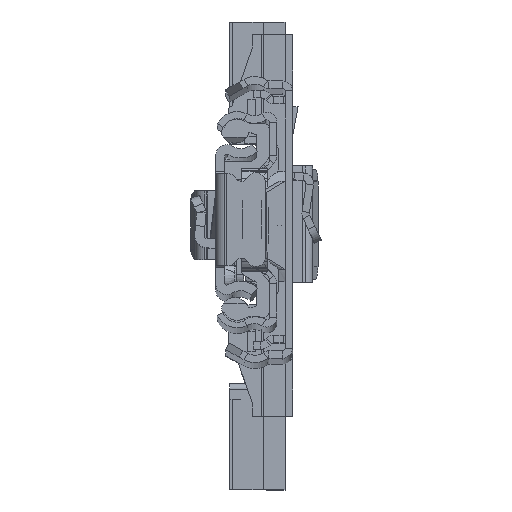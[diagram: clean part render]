
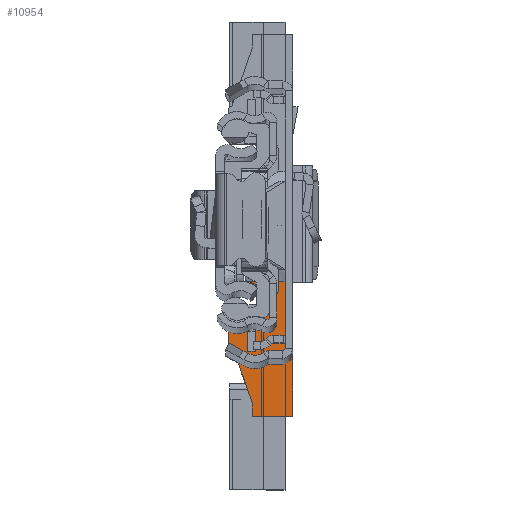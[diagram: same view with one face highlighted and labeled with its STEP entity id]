
A CAD part, top view. The second image highlights one B-rep face of the part: STEP entity #10954.
In plain terms, the highlighted face is planar.
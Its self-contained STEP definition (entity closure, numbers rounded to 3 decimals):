
#62 = CIRCLE ( 'NONE', #20886, 0.5 ) ;
#64 = CARTESIAN_POINT ( 'NONE',  ( 13.5, 8.5, -67. ) ) ;
#170 = VERTEX_POINT ( 'NONE', #35624 ) ;
#629 = CARTESIAN_POINT ( 'NONE',  ( -28.5, 9., -67. ) ) ;
#766 = DIRECTION ( 'NONE',  ( 0., -1., 0. ) ) ;
#844 = EDGE_CURVE ( 'NONE', #29510, #33238, #32882, .T. ) ;
#846 = EDGE_CURVE ( 'NONE', #855, #8944, #22313, .T. ) ;
#855 = VERTEX_POINT ( 'NONE', #15948 ) ;
#1091 = VERTEX_POINT ( 'NONE', #26178 ) ;
#1269 = EDGE_LOOP ( 'NONE', ( #35171, #22458, #33325, #17173, #9985, #13383, #15625, #16730, #16791, #12472, #23039, #4577, #13571, #32327, #36243 ) ) ;
#2285 = LINE ( 'NONE', #19385, #25254 ) ;
#2377 =( BOUNDED_CURVE ( )  B_SPLINE_CURVE ( 3, ( #7855, #30894, #4900, #24992 ),
 .UNSPECIFIED., .F., .F. ) 
 B_SPLINE_CURVE_WITH_KNOTS ( ( 4, 4 ),
 ( 4.712, 6.283 ),
 .UNSPECIFIED. ) 
 CURVE ( )  GEOMETRIC_REPRESENTATION_ITEM ( )  RATIONAL_B_SPLINE_CURVE ( ( 1., 0.805, 0.805, 1. ) ) 
 REPRESENTATION_ITEM ( '' )  );
#4013 = VECTOR ( 'NONE', #31239, 1000. ) ;
#4036 = VECTOR ( 'NONE', #34526, 1000. ) ;
#4183 = DIRECTION ( 'NONE',  ( 1., 0., 0. ) ) ;
#4577 = ORIENTED_EDGE ( 'NONE', *, *, #18710, .F. ) ;
#4654 = AXIS2_PLACEMENT_3D ( 'NONE', #629, #34667, #19609 ) ;
#4900 = CARTESIAN_POINT ( 'NONE',  ( 12.586, 3.2, -67. ) ) ;
#5166 = DIRECTION ( 'NONE',  ( -1., 0., 0. ) ) ;
#5565 = CARTESIAN_POINT ( 'NONE',  ( 13., 9., -67. ) ) ;
#6126 = EDGE_CURVE ( 'NONE', #855, #1091, #18819, .T. ) ;
#6211 = CARTESIAN_POINT ( 'NONE',  ( 9.012, 0., -67. ) ) ;
#6227 = PLANE ( 'NONE',  #4654 ) ;
#6590 = VECTOR ( 'NONE', #27874, 1000. ) ;
#6956 = CARTESIAN_POINT ( 'NONE',  ( -28.5, 0., -67. ) ) ;
#7168 = CARTESIAN_POINT ( 'NONE',  ( 10.701, 3.2, -67. ) ) ;
#7855 = CARTESIAN_POINT ( 'NONE',  ( 13., 4.318, -67. ) ) ;
#7932 = DIRECTION ( 'NONE',  ( 1., 0., 0. ) ) ;
#8944 = VERTEX_POINT ( 'NONE', #18492 ) ;
#8957 = EDGE_CURVE ( 'NONE', #29534, #23807, #35227, .T. ) ;
#9435 = DIRECTION ( 'NONE',  ( 0., 0., 1. ) ) ;
#9824 = DIRECTION ( 'NONE',  ( -1., 0., 0. ) ) ;
#9985 = ORIENTED_EDGE ( 'NONE', *, *, #10574, .T. ) ;
#10574 = EDGE_CURVE ( 'NONE', #1091, #30827, #17044, .T. ) ;
#10941 = LINE ( 'NONE', #5565, #6590 ) ;
#10954 = ADVANCED_FACE ( 'NONE', ( #31692 ), #6227, .F. ) ;
#11142 = EDGE_CURVE ( 'NONE', #23807, #29510, #2285, .T. ) ;
#11575 = CARTESIAN_POINT ( 'NONE',  ( 30.5, 5.2, -67. ) ) ;
#11852 = DIRECTION ( 'NONE',  ( 0., 1., 0. ) ) ;
#11997 = LINE ( 'NONE', #25772, #23883 ) ;
#12472 = ORIENTED_EDGE ( 'NONE', *, *, #14718, .F. ) ;
#12933 = EDGE_CURVE ( 'NONE', #19303, #17860, #17109, .T. ) ;
#13183 = VECTOR ( 'NONE', #766, 1000. ) ;
#13302 = CARTESIAN_POINT ( 'NONE',  ( 10.614, 3.222, -67. ) ) ;
#13383 = ORIENTED_EDGE ( 'NONE', *, *, #19548, .F. ) ;
#13571 = ORIENTED_EDGE ( 'NONE', *, *, #30037, .T. ) ;
#13781 = VERTEX_POINT ( 'NONE', #11575 ) ;
#14718 = EDGE_CURVE ( 'NONE', #26329, #19303, #31411, .T. ) ;
#15016 = CARTESIAN_POINT ( 'NONE',  ( 18.5, 8.5, -67. ) ) ;
#15570 = VECTOR ( 'NONE', #4183, 1000. ) ;
#15625 = ORIENTED_EDGE ( 'NONE', *, *, #29108, .F. ) ;
#15727 = CARTESIAN_POINT ( 'NONE',  ( 10.38, 3.353, -67. ) ) ;
#15849 = VERTEX_POINT ( 'NONE', #29711 ) ;
#15948 = CARTESIAN_POINT ( 'NONE',  ( 10.318, 3.419, -67. ) ) ;
#16036 = DIRECTION ( 'NONE',  ( 0., -1., 0. ) ) ;
#16081 = CARTESIAN_POINT ( 'NONE',  ( 10.318, 3.419, -67. ) ) ;
#16730 = ORIENTED_EDGE ( 'NONE', *, *, #18033, .F. ) ;
#16791 = ORIENTED_EDGE ( 'NONE', *, *, #12933, .F. ) ;
#17012 = CARTESIAN_POINT ( 'NONE',  ( 13., 4.318, -67. ) ) ;
#17044 = LINE ( 'NONE', #25800, #4036 ) ;
#17109 = LINE ( 'NONE', #34396, #4013 ) ;
#17173 = ORIENTED_EDGE ( 'NONE', *, *, #6126, .T. ) ;
#17860 = VERTEX_POINT ( 'NONE', #27980 ) ;
#18033 = EDGE_CURVE ( 'NONE', #17860, #170, #62, .T. ) ;
#18492 = CARTESIAN_POINT ( 'NONE',  ( 9.012, 5.732, -67. ) ) ;
#18710 = EDGE_CURVE ( 'NONE', #13781, #15849, #35309, .T. ) ;
#18819 = B_SPLINE_CURVE_WITH_KNOTS ( 'NONE', 3,
 ( #16081, #15727, #21325, #13302, #7168, #24676 ),
 .UNSPECIFIED., .F., .F.,
 ( 4, 2, 4 ),
 ( 0., 0., 0.001 ),
 .UNSPECIFIED. ) ;
#19291 = CARTESIAN_POINT ( 'NONE',  ( 14.498, 7.304, -67. ) ) ;
#19303 = VERTEX_POINT ( 'NONE', #20358 ) ;
#19385 = CARTESIAN_POINT ( 'NONE',  ( 19., 9., -67. ) ) ;
#19548 = EDGE_CURVE ( 'NONE', #20211, #30827, #2377, .T. ) ;
#19609 = DIRECTION ( 'NONE',  ( 1., 0., 0. ) ) ;
#20211 = VERTEX_POINT ( 'NONE', #17012 ) ;
#20349 = EDGE_CURVE ( 'NONE', #15849, #26329, #11997, .T. ) ;
#20358 = CARTESIAN_POINT ( 'NONE',  ( 18.5, 9., -67. ) ) ;
#20886 = AXIS2_PLACEMENT_3D ( 'NONE', #64, #29593, #34475 ) ;
#21094 = EDGE_CURVE ( 'NONE', #29534, #8944, #26731, .T. ) ;
#21325 = CARTESIAN_POINT ( 'NONE',  ( 10.451, 3.299, -67. ) ) ;
#22313 = CIRCLE ( 'NONE', #28849, 5.707 ) ;
#22458 = ORIENTED_EDGE ( 'NONE', *, *, #21094, .T. ) ;
#22686 = VECTOR ( 'NONE', #9824, 1000. ) ;
#23032 = CARTESIAN_POINT ( 'NONE',  ( 9.012, -17.65, -67. ) ) ;
#23039 = ORIENTED_EDGE ( 'NONE', *, *, #20349, .F. ) ;
#23807 = VERTEX_POINT ( 'NONE', #36165 ) ;
#23883 = VECTOR ( 'NONE', #31517, 1000. ) ;
#24018 = CARTESIAN_POINT ( 'NONE',  ( 30.5, 0., -67. ) ) ;
#24125 = VECTOR ( 'NONE', #7932, 1000. ) ;
#24676 = CARTESIAN_POINT ( 'NONE',  ( 10.792, 3.2, -67. ) ) ;
#24893 = CARTESIAN_POINT ( 'NONE',  ( 0., -1.2, -67. ) ) ;
#24992 = CARTESIAN_POINT ( 'NONE',  ( 12., 3.2, -67. ) ) ;
#25098 = CARTESIAN_POINT ( 'NONE',  ( 19., 8.5, -67. ) ) ;
#25254 = VECTOR ( 'NONE', #16036, 1000. ) ;
#25772 = CARTESIAN_POINT ( 'NONE',  ( 28.5, 5.2, -67. ) ) ;
#25800 = CARTESIAN_POINT ( 'NONE',  ( 13., 3.2, -67. ) ) ;
#25987 = CARTESIAN_POINT ( 'NONE',  ( 12., 3.2, -67. ) ) ;
#26178 = CARTESIAN_POINT ( 'NONE',  ( 10.792, 3.2, -67. ) ) ;
#26329 = VERTEX_POINT ( 'NONE', #25098 ) ;
#26386 = DIRECTION ( 'NONE',  ( 1., 0., 0. ) ) ;
#26731 = LINE ( 'NONE', #23032, #28689 ) ;
#26867 = CARTESIAN_POINT ( 'NONE',  ( 30.5, -1.2, -67. ) ) ;
#27874 = DIRECTION ( 'NONE',  ( 0., -1., 0. ) ) ;
#27980 = CARTESIAN_POINT ( 'NONE',  ( 13.5, 9., -67. ) ) ;
#28689 = VECTOR ( 'NONE', #11852, 1000. ) ;
#28849 = AXIS2_PLACEMENT_3D ( 'NONE', #19291, #30624, #5166 ) ;
#29032 = LINE ( 'NONE', #24018, #13183 ) ;
#29108 = EDGE_CURVE ( 'NONE', #170, #20211, #10941, .T. ) ;
#29510 = VERTEX_POINT ( 'NONE', #31678 ) ;
#29534 = VERTEX_POINT ( 'NONE', #6211 ) ;
#29593 = DIRECTION ( 'NONE',  ( 0., 0., 1. ) ) ;
#29711 = CARTESIAN_POINT ( 'NONE',  ( 28.5, 5.2, -67. ) ) ;
#30037 = EDGE_CURVE ( 'NONE', #13781, #33238, #29032, .T. ) ;
#30624 = DIRECTION ( 'NONE',  ( 0., 0., -1. ) ) ;
#30827 = VERTEX_POINT ( 'NONE', #25987 ) ;
#30894 = CARTESIAN_POINT ( 'NONE',  ( 13., 3.663, -67. ) ) ;
#31239 = DIRECTION ( 'NONE',  ( -1., 0., 0. ) ) ;
#31411 = CIRCLE ( 'NONE', #35591, 0.5 ) ;
#31517 = DIRECTION ( 'NONE',  ( -0.945, 0.328, 0. ) ) ;
#31678 = CARTESIAN_POINT ( 'NONE',  ( 19., -1.2, -67. ) ) ;
#31692 = FACE_OUTER_BOUND ( 'NONE', #1269, .T. ) ;
#32327 = ORIENTED_EDGE ( 'NONE', *, *, #844, .F. ) ;
#32882 = LINE ( 'NONE', #24893, #24125 ) ;
#33238 = VERTEX_POINT ( 'NONE', #26867 ) ;
#33325 = ORIENTED_EDGE ( 'NONE', *, *, #846, .F. ) ;
#34396 = CARTESIAN_POINT ( 'NONE',  ( -28.5, 9., -67. ) ) ;
#34475 = DIRECTION ( 'NONE',  ( 1., 0., 0. ) ) ;
#34526 = DIRECTION ( 'NONE',  ( 1., 0., 0. ) ) ;
#34667 = DIRECTION ( 'NONE',  ( 0., 0., 1. ) ) ;
#35171 = ORIENTED_EDGE ( 'NONE', *, *, #8957, .F. ) ;
#35227 = LINE ( 'NONE', #6956, #15570 ) ;
#35309 = LINE ( 'NONE', #35675, #22686 ) ;
#35591 = AXIS2_PLACEMENT_3D ( 'NONE', #15016, #9435, #26386 ) ;
#35624 = CARTESIAN_POINT ( 'NONE',  ( 13., 8.5, -67. ) ) ;
#35675 = CARTESIAN_POINT ( 'NONE',  ( 30.5, 5.2, -67. ) ) ;
#36165 = CARTESIAN_POINT ( 'NONE',  ( 19., 0., -67. ) ) ;
#36243 = ORIENTED_EDGE ( 'NONE', *, *, #11142, .F. ) ;
